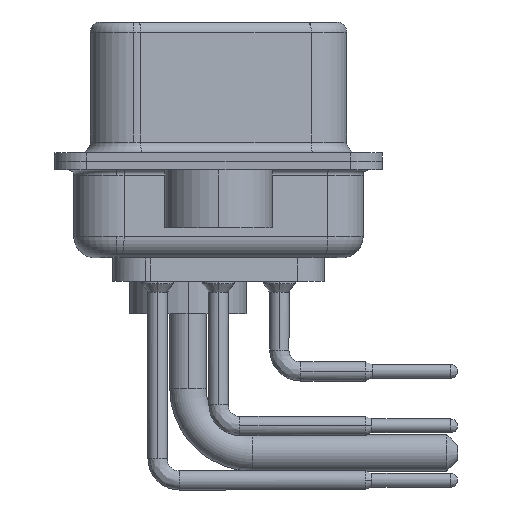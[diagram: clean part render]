
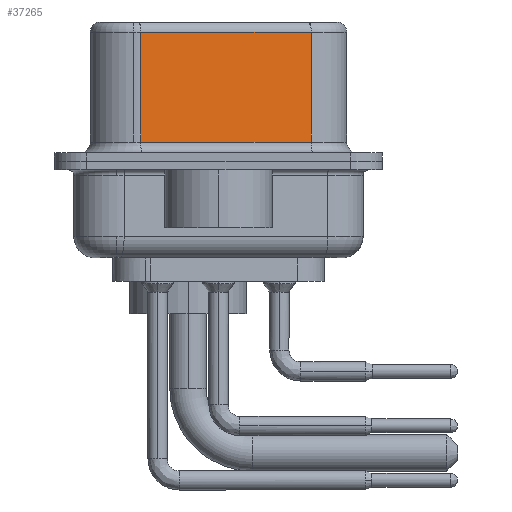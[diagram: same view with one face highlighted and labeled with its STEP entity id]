
A CAD part, left-side view. The second image highlights one B-rep face of the part: STEP entity #37265.
In plain terms, the highlighted planar face has unit normal (-0.985, -0.174, 0).
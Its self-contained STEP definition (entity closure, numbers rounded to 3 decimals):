
#854 = FACE_OUTER_BOUND ( 'NONE', #5378, .T. ) ;
#3535 = DIRECTION ( 'NONE',  ( -0.174, 0.985, 0. ) ) ;
#3707 = CARTESIAN_POINT ( 'NONE',  ( 5.132, -4.322, 6.52 ) ) ;
#5171 = ORIENTED_EDGE ( 'NONE', *, *, #35872, .T. ) ;
#5378 = EDGE_LOOP ( 'NONE', ( #27635, #5171, #13122, #20982 ) ) ;
#6610 = VECTOR ( 'NONE', #26458, 1000. ) ;
#7112 = LINE ( 'NONE', #12239, #6610 ) ;
#12239 = CARTESIAN_POINT ( 'NONE',  ( 5.132, -4.322, 6.02 ) ) ;
#12685 = DIRECTION ( 'NONE',  ( 0., 0., -1. ) ) ;
#13122 = ORIENTED_EDGE ( 'NONE', *, *, #28483, .T. ) ;
#14035 = CARTESIAN_POINT ( 'NONE',  ( 3.73, 3.628, 6.02 ) ) ;
#14423 = VERTEX_POINT ( 'NONE', #30602 ) ;
#14841 = VERTEX_POINT ( 'NONE', #17887 ) ;
#15433 = VERTEX_POINT ( 'NONE', #22126 ) ;
#17887 = CARTESIAN_POINT ( 'NONE',  ( 5.132, -4.322, 0.9 ) ) ;
#18504 = EDGE_CURVE ( 'NONE', #14423, #14841, #26048, .T. ) ;
#18683 = PLANE ( 'NONE',  #35180 ) ;
#20481 = VERTEX_POINT ( 'NONE', #14035 ) ;
#20549 = DIRECTION ( 'NONE',  ( 0.174, -0.985, 0. ) ) ;
#20564 = CARTESIAN_POINT ( 'NONE',  ( 5.132, -4.322, 6.52 ) ) ;
#20982 = ORIENTED_EDGE ( 'NONE', *, *, #25915, .T. ) ;
#22126 = CARTESIAN_POINT ( 'NONE',  ( 3.73, 3.628, 0.9 ) ) ;
#22834 = LINE ( 'NONE', #37372, #27347 ) ;
#25915 = EDGE_CURVE ( 'NONE', #15433, #14841, #22834, .T. ) ;
#26048 = LINE ( 'NONE', #20564, #31113 ) ;
#26458 = DIRECTION ( 'NONE',  ( -0.174, 0.985, 0. ) ) ;
#27085 = LINE ( 'NONE', #32382, #29303 ) ;
#27347 = VECTOR ( 'NONE', #20549, 1000. ) ;
#27635 = ORIENTED_EDGE ( 'NONE', *, *, #18504, .F. ) ;
#28483 = EDGE_CURVE ( 'NONE', #20481, #15433, #27085, .T. ) ;
#29303 = VECTOR ( 'NONE', #12685, 1000. ) ;
#30239 = DIRECTION ( 'NONE',  ( 0.985, 0.174, 0. ) ) ;
#30602 = CARTESIAN_POINT ( 'NONE',  ( 5.132, -4.322, 6.02 ) ) ;
#31113 = VECTOR ( 'NONE', #35324, 1000. ) ;
#32382 = CARTESIAN_POINT ( 'NONE',  ( 3.73, 3.628, 6.52 ) ) ;
#35180 = AXIS2_PLACEMENT_3D ( 'NONE', #3707, #30239, #3535 ) ;
#35324 = DIRECTION ( 'NONE',  ( 0., 0., -1. ) ) ;
#35872 = EDGE_CURVE ( 'NONE', #14423, #20481, #7112, .T. ) ;
#37265 = ADVANCED_FACE ( 'NONE', ( #854 ), #18683, .F. ) ;
#37372 = CARTESIAN_POINT ( 'NONE',  ( 5.132, -4.322, 0.9 ) ) ;
